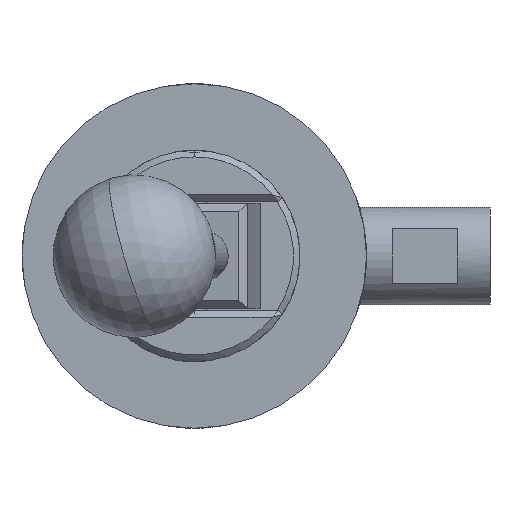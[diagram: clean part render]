
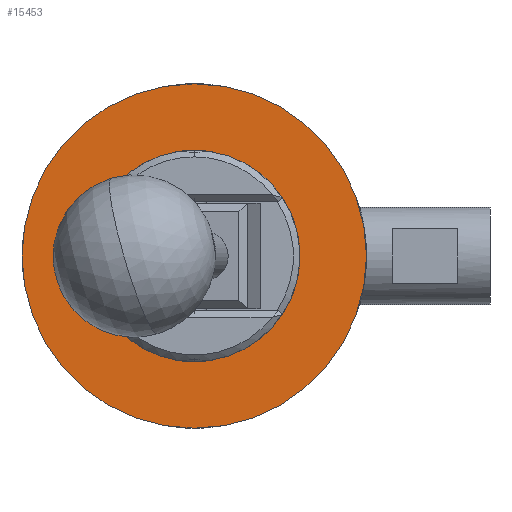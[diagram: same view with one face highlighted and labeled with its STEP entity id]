
A CAD part, front view. The second image highlights one B-rep face of the part: STEP entity #15453.
In plain terms, the highlighted planar face has unit normal (0, -1, 0).
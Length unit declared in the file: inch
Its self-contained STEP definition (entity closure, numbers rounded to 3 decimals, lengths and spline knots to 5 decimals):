
#294 = EDGE_CURVE ( 'NONE', #478, #1515, #21226, .T. ) ;
#470 = CARTESIAN_POINT ( 'NONE',  ( 0., -1.1875, 0. ) ) ;
#478 = VERTEX_POINT ( 'NONE', #22623 ) ;
#891 = EDGE_LOOP ( 'NONE', ( #22388, #10329 ) ) ;
#1515 = VERTEX_POINT ( 'NONE', #20097 ) ;
#3290 = AXIS2_PLACEMENT_3D ( 'NONE', #17283, #25451, #11979 ) ;
#4674 = CARTESIAN_POINT ( 'NONE',  ( 0., -1.1875, 0. ) ) ;
#6079 = DIRECTION ( 'NONE',  ( 0., 1., 0. ) ) ;
#6468 = ORIENTED_EDGE ( 'NONE', *, *, #7680, .T. ) ;
#7680 = EDGE_CURVE ( 'NONE', #22364, #28716, #8750, .T. ) ;
#8750 = CIRCLE ( 'NONE', #34869, 0.7625 ) ;
#10329 = ORIENTED_EDGE ( 'NONE', *, *, #15387, .F. ) ;
#11608 = EDGE_CURVE ( 'NONE', #28716, #22364, #26703, .T. ) ;
#11979 = DIRECTION ( 'NONE',  ( 0., 0., -1. ) ) ;
#12014 = DIRECTION ( 'NONE',  ( 0., 0., -1. ) ) ;
#12274 = AXIS2_PLACEMENT_3D ( 'NONE', #470, #6079, #12014 ) ;
#12455 = DIRECTION ( 'NONE',  ( 0., 0., -1. ) ) ;
#15097 = CARTESIAN_POINT ( 'NONE',  ( -1.325, -1.1875, 0. ) ) ;
#15306 = DIRECTION ( 'NONE',  ( 0., 1., 0. ) ) ;
#15360 = CARTESIAN_POINT ( 'NONE',  ( 0., -1.1875, 0. ) ) ;
#15387 = EDGE_CURVE ( 'NONE', #1515, #478, #29117, .T. ) ;
#15453 = ADVANCED_FACE ( 'NONE', ( #18221, #29675 ), #29330, .F. ) ;
#17283 = CARTESIAN_POINT ( 'NONE',  ( 0., -1.1875, 0. ) ) ;
#17503 = AXIS2_PLACEMENT_3D ( 'NONE', #15097, #15306, #26219 ) ;
#18083 = DIRECTION ( 'NONE',  ( 0., 0., -1. ) ) ;
#18221 = FACE_BOUND ( 'NONE', #21264, .T. ) ;
#20097 = CARTESIAN_POINT ( 'NONE',  ( 0., -1.1875, 1.325 ) ) ;
#21226 = CIRCLE ( 'NONE', #3290, 1.325 ) ;
#21264 = EDGE_LOOP ( 'NONE', ( #34381, #6468 ) ) ;
#22364 = VERTEX_POINT ( 'NONE', #35000 ) ;
#22388 = ORIENTED_EDGE ( 'NONE', *, *, #294, .F. ) ;
#22623 = CARTESIAN_POINT ( 'NONE',  ( 0., -1.1875, -1.325 ) ) ;
#22847 = CARTESIAN_POINT ( 'NONE',  ( 0., -1.1875, -0.7625 ) ) ;
#25451 = DIRECTION ( 'NONE',  ( 0., 1., 0. ) ) ;
#26219 = DIRECTION ( 'NONE',  ( 0., 0., -1. ) ) ;
#26703 = CIRCLE ( 'NONE', #29566, 0.7625 ) ;
#28716 = VERTEX_POINT ( 'NONE', #22847 ) ;
#29117 = CIRCLE ( 'NONE', #12274, 1.325 ) ;
#29330 = PLANE ( 'NONE',  #17503 ) ;
#29566 = AXIS2_PLACEMENT_3D ( 'NONE', #15360, #34990, #12455 ) ;
#29675 = FACE_OUTER_BOUND ( 'NONE', #891, .T. ) ;
#31907 = DIRECTION ( 'NONE',  ( 0., 1., 0. ) ) ;
#34381 = ORIENTED_EDGE ( 'NONE', *, *, #11608, .T. ) ;
#34869 = AXIS2_PLACEMENT_3D ( 'NONE', #4674, #31907, #18083 ) ;
#34990 = DIRECTION ( 'NONE',  ( 0., 1., 0. ) ) ;
#35000 = CARTESIAN_POINT ( 'NONE',  ( 0., -1.1875, 0.7625 ) ) ;
